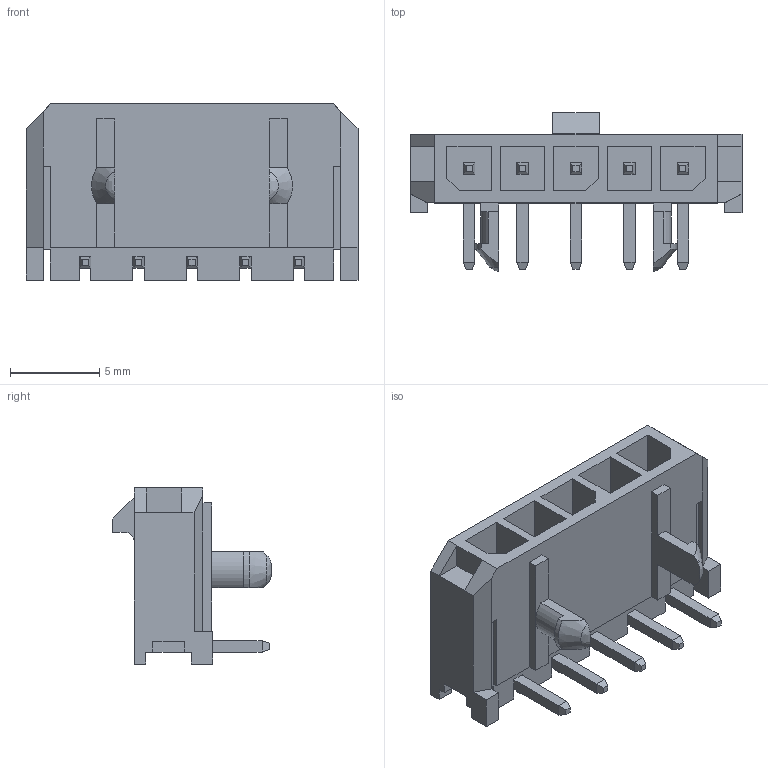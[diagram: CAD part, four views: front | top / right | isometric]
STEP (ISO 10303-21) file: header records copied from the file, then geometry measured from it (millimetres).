
FILE_DESCRIPTION((''),'2;1');
FILE_NAME('436500500','2013-12-20T',('me'),(''),'PRO/ENGINEER BY PARAMETRIC TECHNOLOGY CORPORATION, 2011490','PRO/ENGINEER BY PARAMETRIC TECHNOLOGY CORPORATION, 2011490','');
FILE_SCHEMA(('CONFIG_CONTROL_DESIGN'));
Length unit declared in the file: millimetre
Products named in the file (1): 436500500
Bounding box: 18.64 x 8.9 x 9.9 mm (x, y, z)
Volume: 472.8 mm3; surface area: 1156 mm2
Topology: 2 solids, 2 shells, 324 faces, 851 edges, 544 vertices
Faces by surface type: plane 315, cylinder 5, cone 2, bspline 2
Entity records: 9781 total; most frequent: CARTESIAN_POINT 1814, ORIENTED_EDGE 1670, DIRECTION 1515, EDGE_CURVE 835, VECTOR 813, LINE 813, VERTEX_POINT 526, AXIS2_PLACEMENT_3D 351
